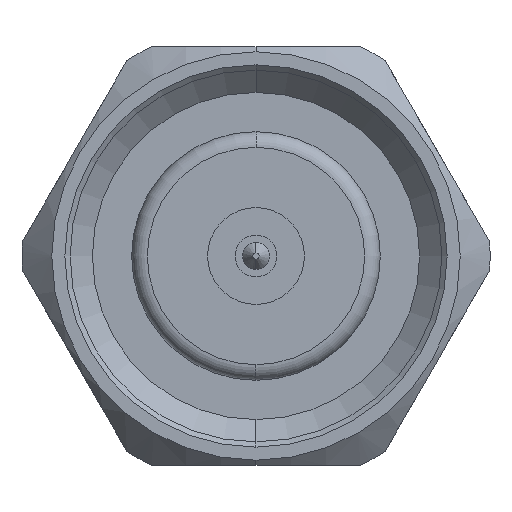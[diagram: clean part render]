
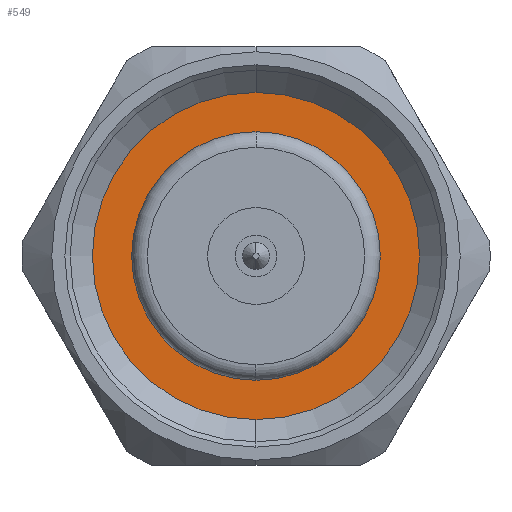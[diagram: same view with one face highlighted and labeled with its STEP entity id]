
A CAD part, left-side view. The second image highlights one B-rep face of the part: STEP entity #549.
In plain terms, the highlighted planar face has unit normal (-1, 0, 0).
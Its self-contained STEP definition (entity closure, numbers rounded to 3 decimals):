
#179 = FACE_BOUND ( 'NONE', #3369, .T. ) ;
#287 = CARTESIAN_POINT ( 'NONE',  ( 0., 0., -6.375 ) ) ;
#478 = ORIENTED_EDGE ( 'NONE', *, *, #2802, .T. ) ;
#507 = VERTEX_POINT ( 'NONE', #3080 ) ;
#549 = ADVANCED_FACE ( 'NONE', ( #4491, #179 ), #1636, .F. ) ;
#817 = AXIS2_PLACEMENT_3D ( 'NONE', #4444, #3552, #968 ) ;
#968 = DIRECTION ( 'NONE',  ( 0., 0., -1. ) ) ;
#973 = EDGE_LOOP ( 'NONE', ( #1055, #6197 ) ) ;
#1055 = ORIENTED_EDGE ( 'NONE', *, *, #3319, .F. ) ;
#1388 = DIRECTION ( 'NONE',  ( 0., 0., -1. ) ) ;
#1636 = PLANE ( 'NONE',  #1931 ) ;
#1694 = AXIS2_PLACEMENT_3D ( 'NONE', #4395, #5411, #1388 ) ;
#1898 = CIRCLE ( 'NONE', #2109, 3.125 ) ;
#1931 = AXIS2_PLACEMENT_3D ( 'NONE', #2124, #4066, #6025 ) ;
#2109 = AXIS2_PLACEMENT_3D ( 'NONE', #3464, #3436, #6249 ) ;
#2124 = CARTESIAN_POINT ( 'NONE',  ( 0., 0., -4. ) ) ;
#2802 = EDGE_CURVE ( 'NONE', #5204, #507, #3316, .T. ) ;
#3064 = CIRCLE ( 'NONE', #817, 3.125 ) ;
#3080 = CARTESIAN_POINT ( 'NONE',  ( 0., 0., -1.625 ) ) ;
#3316 = CIRCLE ( 'NONE', #4337, 2.375 ) ;
#3319 = EDGE_CURVE ( 'NONE', #5657, #3566, #3064, .T. ) ;
#3369 = EDGE_LOOP ( 'NONE', ( #478, #3736 ) ) ;
#3436 = DIRECTION ( 'NONE',  ( 1., 0., 0. ) ) ;
#3464 = CARTESIAN_POINT ( 'NONE',  ( 0., 0., -4. ) ) ;
#3552 = DIRECTION ( 'NONE',  ( 1., 0., 0. ) ) ;
#3566 = VERTEX_POINT ( 'NONE', #5176 ) ;
#3607 = CARTESIAN_POINT ( 'NONE',  ( 0., 0., -4. ) ) ;
#3736 = ORIENTED_EDGE ( 'NONE', *, *, #6291, .T. ) ;
#4066 = DIRECTION ( 'NONE',  ( 1., 0., 0. ) ) ;
#4337 = AXIS2_PLACEMENT_3D ( 'NONE', #3607, #5556, #6125 ) ;
#4395 = CARTESIAN_POINT ( 'NONE',  ( 0., 0., -4. ) ) ;
#4444 = CARTESIAN_POINT ( 'NONE',  ( 0., 0., -4. ) ) ;
#4461 = CIRCLE ( 'NONE', #1694, 2.375 ) ;
#4491 = FACE_OUTER_BOUND ( 'NONE', #973, .T. ) ;
#5176 = CARTESIAN_POINT ( 'NONE',  ( 0., 0., -7.125 ) ) ;
#5204 = VERTEX_POINT ( 'NONE', #287 ) ;
#5411 = DIRECTION ( 'NONE',  ( 1., 0., 0. ) ) ;
#5556 = DIRECTION ( 'NONE',  ( 1., 0., 0. ) ) ;
#5657 = VERTEX_POINT ( 'NONE', #6151 ) ;
#6025 = DIRECTION ( 'NONE',  ( 0., -1., 0. ) ) ;
#6125 = DIRECTION ( 'NONE',  ( 0., 0., -1. ) ) ;
#6151 = CARTESIAN_POINT ( 'NONE',  ( 0., 0., -0.875 ) ) ;
#6197 = ORIENTED_EDGE ( 'NONE', *, *, #6296, .F. ) ;
#6249 = DIRECTION ( 'NONE',  ( 0., 0., -1. ) ) ;
#6291 = EDGE_CURVE ( 'NONE', #507, #5204, #4461, .T. ) ;
#6296 = EDGE_CURVE ( 'NONE', #3566, #5657, #1898, .T. ) ;
